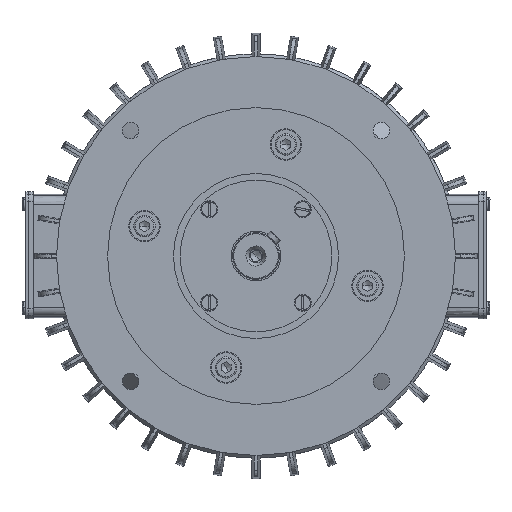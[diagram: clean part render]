
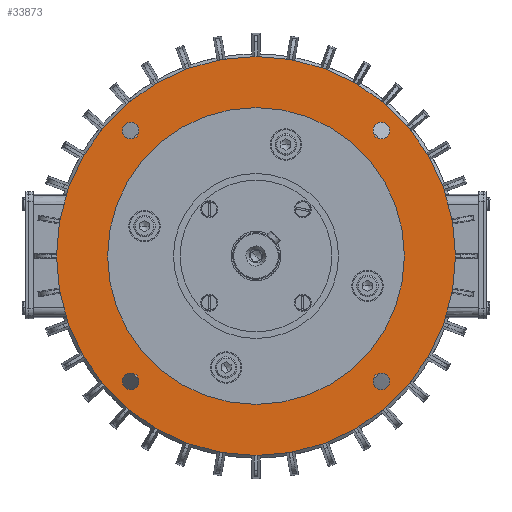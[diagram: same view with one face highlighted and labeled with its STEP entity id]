
A CAD part, left-side view. The second image highlights one B-rep face of the part: STEP entity #33873.
In plain terms, the highlighted planar face has unit normal (-1, 0, 0).
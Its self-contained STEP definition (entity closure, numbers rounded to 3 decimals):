
#3239=CARTESIAN_POINT('',(-65.5,-121.,0.));
#3240=VERTEX_POINT('',#3239);
#3256=CARTESIAN_POINT('',(-65.5,121.,0.));
#3257=VERTEX_POINT('',#3256);
#3264=CARTESIAN_POINT('',(-65.5,0.,0.));
#3265=DIRECTION('',(1.0,0.,0.));
#3266=DIRECTION('',(0.,-1.0,0.));
#3267=AXIS2_PLACEMENT_3D('',#3264,#3265,#3266);
#3268=CIRCLE('',#3267,121.);
#3269=EDGE_CURVE('',#3257,#3240,#3268,.T.);
#3279=CARTESIAN_POINT('',(-65.5,-90.,0.));
#3280=VERTEX_POINT('',#3279);
#3289=CARTESIAN_POINT('',(-65.5,90.,0.));
#3290=VERTEX_POINT('',#3289);
#3291=CARTESIAN_POINT('',(-65.5,0.,0.));
#3292=DIRECTION('',(1.0,0.,0.));
#3293=DIRECTION('',(0.,-1.0,0.));
#3294=AXIS2_PLACEMENT_3D('',#3291,#3292,#3293);
#3295=CIRCLE('',#3294,90.0);
#3296=EDGE_CURVE('',#3290,#3280,#3295,.T.);
#3344=CARTESIAN_POINT('',(-65.5,-70.961,-76.014));
#3345=VERTEX_POINT('',#3344);
#3361=CARTESIAN_POINT('',(-65.5,-81.067,-76.014));
#3362=VERTEX_POINT('',#3361);
#3369=CARTESIAN_POINT('',(-65.5,-76.014,-76.014));
#3370=DIRECTION('',(1.0,0.,0.));
#3371=DIRECTION('',(0.,1.0,0.));
#3372=AXIS2_PLACEMENT_3D('',#3369,#3370,#3371);
#3373=CIRCLE('',#3372,5.053);
#3374=EDGE_CURVE('',#3345,#3362,#3373,.T.);
#3407=CARTESIAN_POINT('',(-65.5,-76.014,70.961));
#3408=VERTEX_POINT('',#3407);
#3424=CARTESIAN_POINT('',(-65.5,-76.014,81.067));
#3425=VERTEX_POINT('',#3424);
#3432=CARTESIAN_POINT('',(-65.5,-76.014,76.014));
#3433=DIRECTION('',(1.0,0.,0.));
#3434=DIRECTION('',(0.,0.,-1.0));
#3435=AXIS2_PLACEMENT_3D('',#3432,#3433,#3434);
#3436=CIRCLE('',#3435,5.053);
#3437=EDGE_CURVE('',#3408,#3425,#3436,.T.);
#3470=CARTESIAN_POINT('',(-65.5,70.961,76.014));
#3471=VERTEX_POINT('',#3470);
#3487=CARTESIAN_POINT('',(-65.5,81.067,76.014));
#3488=VERTEX_POINT('',#3487);
#3495=CARTESIAN_POINT('',(-65.5,76.014,76.014));
#3496=DIRECTION('',(1.0,0.,0.));
#3497=DIRECTION('',(0.,-1.0,0.));
#3498=AXIS2_PLACEMENT_3D('',#3495,#3496,#3497);
#3499=CIRCLE('',#3498,5.053);
#3500=EDGE_CURVE('',#3471,#3488,#3499,.T.);
#3533=CARTESIAN_POINT('',(-65.5,76.014,-70.961));
#3534=VERTEX_POINT('',#3533);
#3550=CARTESIAN_POINT('',(-65.5,76.014,-81.067));
#3551=VERTEX_POINT('',#3550);
#3558=CARTESIAN_POINT('',(-65.5,76.014,-76.014));
#3559=DIRECTION('',(1.0,0.,0.));
#3560=DIRECTION('',(0.,0.,1.0));
#3561=AXIS2_PLACEMENT_3D('',#3558,#3559,#3560);
#3562=CIRCLE('',#3561,5.053);
#3563=EDGE_CURVE('',#3534,#3551,#3562,.T.);
#33643=CARTESIAN_POINT('',(-65.5,76.014,-76.014));
#33644=DIRECTION('',(1.0,0.,0.));
#33645=DIRECTION('',(0.,0.,1.0));
#33646=AXIS2_PLACEMENT_3D('',#33643,#33644,#33645);
#33647=CIRCLE('',#33646,5.053);
#33648=EDGE_CURVE('',#3551,#3534,#33647,.T.);
#33682=CARTESIAN_POINT('',(-65.5,76.014,76.014));
#33683=DIRECTION('',(1.0,0.,0.));
#33684=DIRECTION('',(0.,-1.0,0.));
#33685=AXIS2_PLACEMENT_3D('',#33682,#33683,#33684);
#33686=CIRCLE('',#33685,5.053);
#33687=EDGE_CURVE('',#3488,#3471,#33686,.T.);
#33721=CARTESIAN_POINT('',(-65.5,-76.014,76.014));
#33722=DIRECTION('',(1.0,0.,0.));
#33723=DIRECTION('',(0.,0.,-1.0));
#33724=AXIS2_PLACEMENT_3D('',#33721,#33722,#33723);
#33725=CIRCLE('',#33724,5.053);
#33726=EDGE_CURVE('',#3425,#3408,#33725,.T.);
#33760=CARTESIAN_POINT('',(-65.5,-76.014,-76.014));
#33761=DIRECTION('',(1.0,0.,0.));
#33762=DIRECTION('',(0.,1.0,0.));
#33763=AXIS2_PLACEMENT_3D('',#33760,#33761,#33762);
#33764=CIRCLE('',#33763,5.053);
#33765=EDGE_CURVE('',#3362,#3345,#33764,.T.);
#33786=CARTESIAN_POINT('',(-65.5,0.,0.));
#33787=DIRECTION('',(1.0,0.,0.));
#33788=DIRECTION('',(0.,-1.0,0.));
#33789=AXIS2_PLACEMENT_3D('',#33786,#33787,#33788);
#33790=CIRCLE('',#33789,90.0);
#33791=EDGE_CURVE('',#3280,#3290,#33790,.T.);
#33832=CARTESIAN_POINT('',(-65.5,0.,0.));
#33833=DIRECTION('',(1.0,0.,0.));
#33834=DIRECTION('',(0.,-1.0,0.));
#33835=AXIS2_PLACEMENT_3D('',#33832,#33833,#33834);
#33836=CIRCLE('',#33835,121.);
#33837=EDGE_CURVE('',#3240,#3257,#33836,.T.);
#33844=CARTESIAN_POINT('',(-65.5,0.,0.));
#33845=DIRECTION('',(1.0,0.0,0.0));
#33846=DIRECTION('',(0.0,-1.0,0.));
#33847=AXIS2_PLACEMENT_3D('',#33844,#33845,#33846);
#33848=PLANE('',#33847);
#33849=ORIENTED_EDGE('',*,*,#3269,.F.);
#33850=ORIENTED_EDGE('',*,*,#33837,.F.);
#33851=EDGE_LOOP('',(#33849,#33850));
#33852=FACE_OUTER_BOUND('',#33851,.T.);
#33853=ORIENTED_EDGE('',*,*,#3563,.T.);
#33854=ORIENTED_EDGE('',*,*,#33648,.T.);
#33855=EDGE_LOOP('',(#33853,#33854));
#33856=FACE_BOUND('',#33855,.T.);
#33857=ORIENTED_EDGE('',*,*,#3500,.T.);
#33858=ORIENTED_EDGE('',*,*,#33687,.T.);
#33859=EDGE_LOOP('',(#33857,#33858));
#33860=FACE_BOUND('',#33859,.T.);
#33861=ORIENTED_EDGE('',*,*,#3437,.T.);
#33862=ORIENTED_EDGE('',*,*,#33726,.T.);
#33863=EDGE_LOOP('',(#33861,#33862));
#33864=FACE_BOUND('',#33863,.T.);
#33865=ORIENTED_EDGE('',*,*,#3374,.T.);
#33866=ORIENTED_EDGE('',*,*,#33765,.T.);
#33867=EDGE_LOOP('',(#33865,#33866));
#33868=FACE_BOUND('',#33867,.T.);
#33869=ORIENTED_EDGE('',*,*,#3296,.T.);
#33870=ORIENTED_EDGE('',*,*,#33791,.T.);
#33871=EDGE_LOOP('',(#33869,#33870));
#33872=FACE_BOUND('',#33871,.T.);
#33873=ADVANCED_FACE('',(#33852,#33856,#33860,#33864,#33868,#33872),#33848,.F.);
